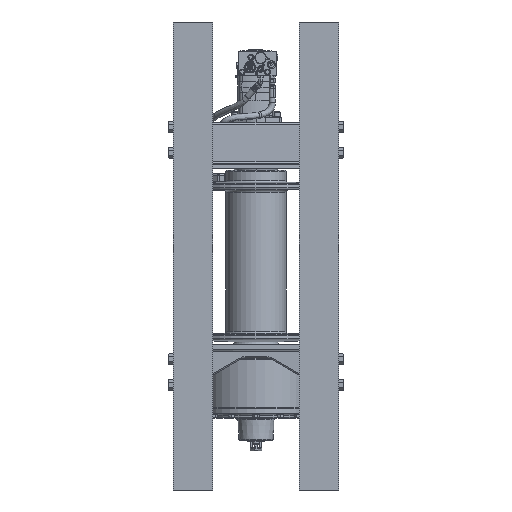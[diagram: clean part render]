
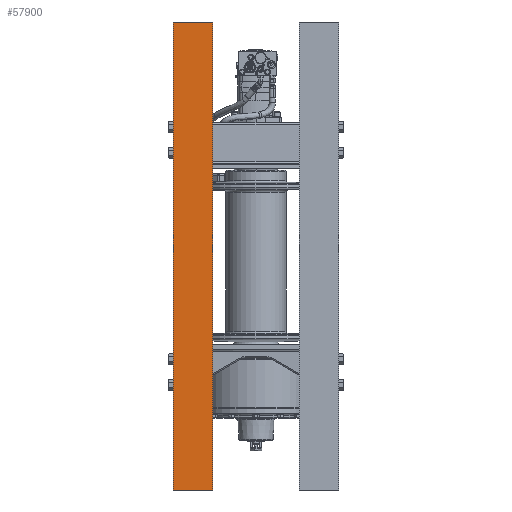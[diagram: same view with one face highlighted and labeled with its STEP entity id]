
A CAD part, front view. The second image highlights one B-rep face of the part: STEP entity #57900.
In plain terms, the highlighted planar face has unit normal (0, -1, 0).
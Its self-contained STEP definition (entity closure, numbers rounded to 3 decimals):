
#57347=DIRECTION('',(0.,0.,1.));
#57348=VECTOR('',#57347,47.5);
#57349=CARTESIAN_POINT('',(-8.375,-9.625,-34.219));
#57350=LINE('',#57349,#57348);
#57487=DIRECTION('',(0.,0.,1.));
#57488=VECTOR('',#57487,47.5);
#57489=CARTESIAN_POINT('',(-4.375,-9.625,-34.219));
#57490=LINE('',#57489,#57488);
#57491=DIRECTION('',(-1.,0.,0.));
#57492=VECTOR('',#57491,4.);
#57493=CARTESIAN_POINT('',(-4.375,-9.625,13.281));
#57494=LINE('',#57493,#57492);
#57643=DIRECTION('',(-1.,0.,0.));
#57644=VECTOR('',#57643,4.);
#57645=CARTESIAN_POINT('',(-4.375,-9.625,-34.219));
#57646=LINE('',#57645,#57644);
#57737=CARTESIAN_POINT('',(-8.375,-9.625,-34.219));
#57738=CARTESIAN_POINT('',(-8.375,-9.625,13.281));
#57739=VERTEX_POINT('',#57737);
#57740=VERTEX_POINT('',#57738);
#57749=CARTESIAN_POINT('',(-4.375,-9.625,-34.219));
#57750=CARTESIAN_POINT('',(-4.375,-9.625,13.281));
#57751=VERTEX_POINT('',#57749);
#57752=VERTEX_POINT('',#57750);
#57886=CARTESIAN_POINT('',(-8.375,-9.625,13.281));
#57887=DIRECTION('',(0.,1.,0.));
#57888=DIRECTION('',(0.,0.,1.));
#57889=AXIS2_PLACEMENT_3D('',#57886,#57887,#57888);
#57890=PLANE('',#57889);
#57892=ORIENTED_EDGE('',*,*,#57891,.F.);
#57894=ORIENTED_EDGE('',*,*,#57893,.T.);
#57895=ORIENTED_EDGE('',*,*,#57834,.T.);
#57897=ORIENTED_EDGE('',*,*,#57896,.F.);
#57898=EDGE_LOOP('',(#57892,#57894,#57895,#57897));
#57899=FACE_OUTER_BOUND('',#57898,.F.);
#57834=EDGE_CURVE('',#57739,#57740,#57350,.T.);
#57891=EDGE_CURVE('',#57751,#57752,#57490,.T.);
#57893=EDGE_CURVE('',#57751,#57739,#57646,.T.);
#57896=EDGE_CURVE('',#57752,#57740,#57494,.T.);
#57900=ADVANCED_FACE('',(#57899),#57890,.F.);
